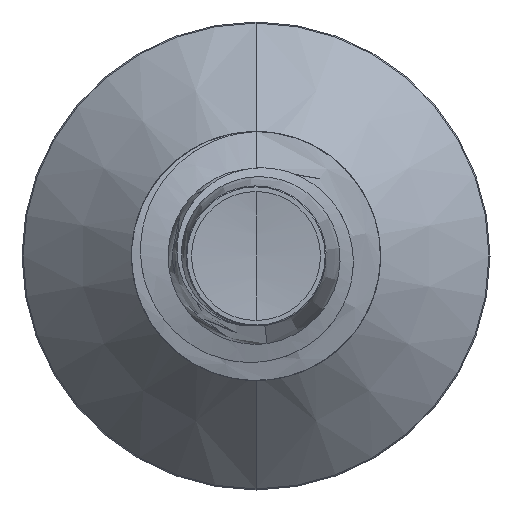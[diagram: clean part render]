
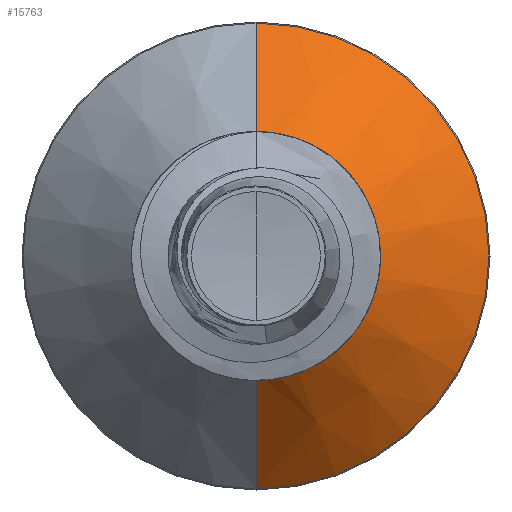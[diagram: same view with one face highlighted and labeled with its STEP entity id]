
A CAD part, front view. The second image highlights one B-rep face of the part: STEP entity #15763.
In plain terms, the highlighted conical face has half-angle 45 degrees and reference radius 1.189 mm.
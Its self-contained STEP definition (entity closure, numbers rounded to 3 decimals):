
#634 = EDGE_CURVE ( 'NONE', #16113, #3197, #13156, .T. ) ;
#971 = EDGE_CURVE ( 'NONE', #14226, #16113, #9902, .T. ) ;
#997 = AXIS2_PLACEMENT_3D ( 'NONE', #17595, #17295, #16914 ) ;
#1616 = CARTESIAN_POINT ( 'NONE',  ( 0., 13.289, 1.189 ) ) ;
#1722 = CARTESIAN_POINT ( 'NONE',  ( 0., 14.439, -2.339 ) ) ;
#2955 = EDGE_LOOP ( 'NONE', ( #15218, #15517, #15713, #15077 ) ) ;
#3197 = VERTEX_POINT ( 'NONE', #1722 ) ;
#5037 = CARTESIAN_POINT ( 'NONE',  ( 0., 13.289, 0. ) ) ;
#5221 = EDGE_CURVE ( 'NONE', #17093, #3197, #7495, .T. ) ;
#6168 = AXIS2_PLACEMENT_3D ( 'NONE', #5037, #20122, #21600 ) ;
#6841 = VECTOR ( 'NONE', #14291, 1000. ) ;
#7495 = LINE ( 'NONE', #10389, #6841 ) ;
#8130 = CARTESIAN_POINT ( 'NONE',  ( 0., 13.289, -1.189 ) ) ;
#9902 = LINE ( 'NONE', #20602, #9968 ) ;
#9968 = VECTOR ( 'NONE', #20509, 1000. ) ;
#10389 = CARTESIAN_POINT ( 'NONE',  ( 0., 13.289, -1.189 ) ) ;
#12614 = CARTESIAN_POINT ( 'NONE',  ( 0., 13.289, 0. ) ) ;
#12750 = CIRCLE ( 'NONE', #23950, 1.189 ) ;
#13156 = CIRCLE ( 'NONE', #997, 2.339 ) ;
#13946 = CARTESIAN_POINT ( 'NONE',  ( 0., 14.439, 2.339 ) ) ;
#14226 = VERTEX_POINT ( 'NONE', #1616 ) ;
#14291 = DIRECTION ( 'NONE',  ( 0., 0.707, -0.707 ) ) ;
#14526 = DIRECTION ( 'NONE',  ( 0., 0., 1. ) ) ;
#15077 = ORIENTED_EDGE ( 'NONE', *, *, #971, .F. ) ;
#15134 = FACE_OUTER_BOUND ( 'NONE', #2955, .T. ) ;
#15218 = ORIENTED_EDGE ( 'NONE', *, *, #17502, .T. ) ;
#15517 = ORIENTED_EDGE ( 'NONE', *, *, #5221, .T. ) ;
#15713 = ORIENTED_EDGE ( 'NONE', *, *, #634, .F. ) ;
#15763 = ADVANCED_FACE ( 'NONE', ( #15134 ), #19168, .T. ) ;
#16113 = VERTEX_POINT ( 'NONE', #13946 ) ;
#16914 = DIRECTION ( 'NONE',  ( 0., 0., 1. ) ) ;
#17093 = VERTEX_POINT ( 'NONE', #8130 ) ;
#17295 = DIRECTION ( 'NONE',  ( 0., 1., 0. ) ) ;
#17502 = EDGE_CURVE ( 'NONE', #14226, #17093, #12750, .T. ) ;
#17595 = CARTESIAN_POINT ( 'NONE',  ( 0., 14.439, 0. ) ) ;
#19168 = CONICAL_SURFACE ( 'NONE', #6168, 1.189, 0.785 ) ;
#20122 = DIRECTION ( 'NONE',  ( 0., 1., 0. ) ) ;
#20509 = DIRECTION ( 'NONE',  ( 0., 0.707, 0.707 ) ) ;
#20602 = CARTESIAN_POINT ( 'NONE',  ( 0., 13.289, 1.189 ) ) ;
#21600 = DIRECTION ( 'NONE',  ( 0., 0., 1. ) ) ;
#23950 = AXIS2_PLACEMENT_3D ( 'NONE', #12614, #24000, #14526 ) ;
#24000 = DIRECTION ( 'NONE',  ( 0., 1., 0. ) ) ;
